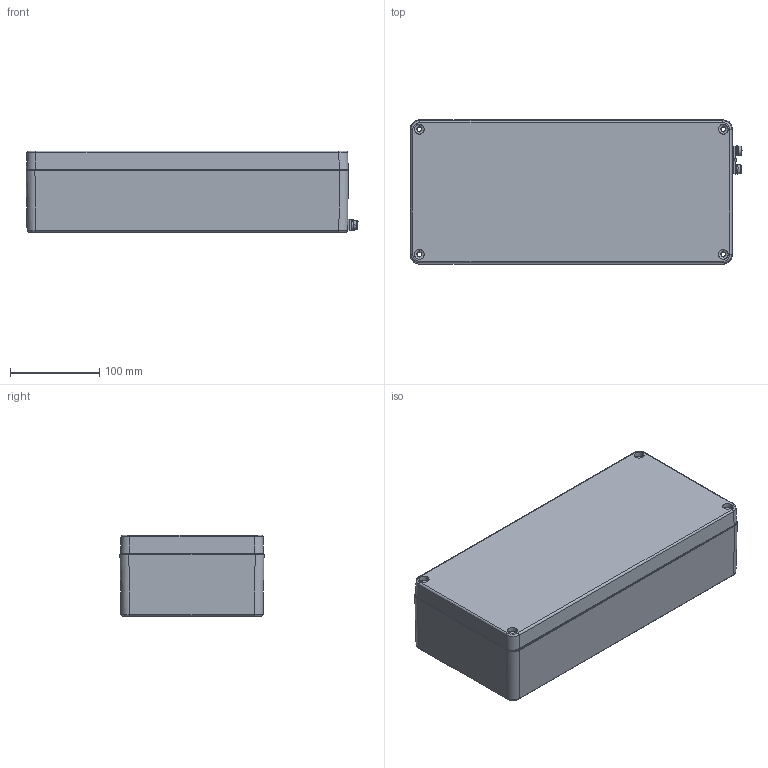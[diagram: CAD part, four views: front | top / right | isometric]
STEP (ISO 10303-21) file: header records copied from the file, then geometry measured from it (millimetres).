
FILE_DESCRIPTION(('FreeCAD Model'),'2;1');
FILE_NAME('GBAEX036016090.step', '2026-03-27T11:53:11',('Author'),(''), 'Open CASCADE STEP processor 7.3','FreeCAD','Unknown');
FILE_SCHEMA(('AUTOMOTIVE_DESIGN { 1 0 10303 214 1 1 1 1 }'));
Length unit declared in the file: millimetre
Products named in the file (4): GBAEX036016090; ALU_BASE_36016090; ALU_LID_36016090; M6_DOUBLE_EARTHING
Assembly tree (3 placements, depth 2):
  GBAEX036016090
    ALU_BASE_36016090
    ALU_LID_36016090
    M6_DOUBLE_EARTHING
Bounding box: 371.43 x 161.24 x 91.6 mm (x, y, z)
Volume: 1072802.9 mm3; surface area: 428919.6 mm2
Topology: 9 solids, 9 shells, 1797 faces, 5436 edges, 5134 vertices
Faces by surface type: plane 1106, bspline 386, cylinder 221, cone 84
Entity records: 78584 total; most frequent: CARTESIAN_POINT 32002, ORIENTED_EDGE 9926, DIRECTION 7623, EDGE_CURVE 4963, LINE 3649, VECTOR 3649, VERTEX_POINT 3294, AXIS2_PLACEMENT_3D 1987
